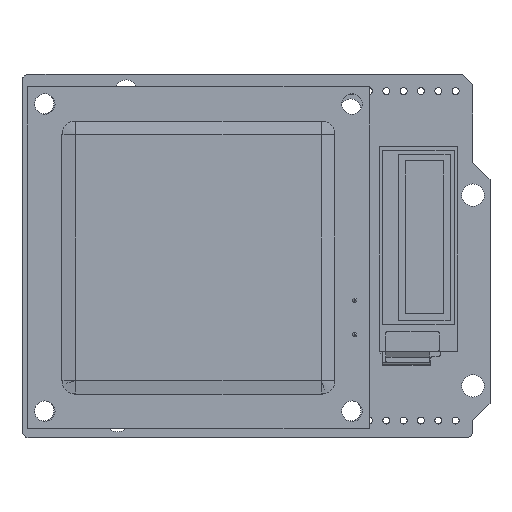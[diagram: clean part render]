
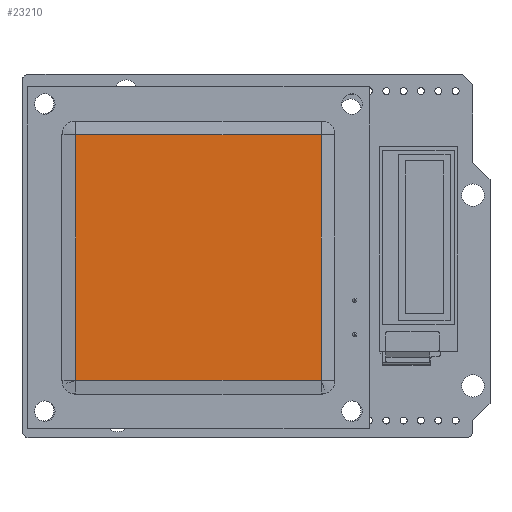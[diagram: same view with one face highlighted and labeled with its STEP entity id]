
A CAD part, top view. The second image highlights one B-rep face of the part: STEP entity #23210.
In plain terms, the highlighted face is planar.
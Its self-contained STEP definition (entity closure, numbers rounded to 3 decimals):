
#22892 = VERTEX_POINT('',#22893);
#22893 = CARTESIAN_POINT('',(-18.,5.05,-18.));
#22899 = EDGE_CURVE('',#22892,#22900,#22902,.T.);
#22900 = VERTEX_POINT('',#22901);
#22901 = CARTESIAN_POINT('',(18.,5.05,-18.));
#22902 = LINE('',#22903,#22904);
#22903 = CARTESIAN_POINT('',(10.,5.05,-18.));
#22904 = VECTOR('',#22905,1.);
#22905 = DIRECTION('',(1.,0.,0.));
#22937 = EDGE_CURVE('',#22900,#22938,#22940,.T.);
#22938 = VERTEX_POINT('',#22939);
#22939 = CARTESIAN_POINT('',(18.,5.05,18.));
#22940 = LINE('',#22941,#22942);
#22941 = CARTESIAN_POINT('',(18.,5.05,10.));
#22942 = VECTOR('',#22943,1.);
#22943 = DIRECTION('',(0.,0.,1.));
#22975 = EDGE_CURVE('',#22938,#22976,#22978,.T.);
#22976 = VERTEX_POINT('',#22977);
#22977 = CARTESIAN_POINT('',(-18.,5.05,18.));
#22978 = LINE('',#22979,#22980);
#22979 = CARTESIAN_POINT('',(-10.,5.05,18.));
#22980 = VECTOR('',#22981,1.);
#22981 = DIRECTION('',(-1.,0.,0.));
#23047 = EDGE_CURVE('',#22976,#22892,#23048,.T.);
#23048 = LINE('',#23049,#23050);
#23049 = CARTESIAN_POINT('',(-18.,5.05,-10.));
#23050 = VECTOR('',#23051,1.);
#23051 = DIRECTION('',(0.,0.,-1.));
#23210 = ADVANCED_FACE('',(#23211),#23217,.T.);
#23211 = FACE_BOUND('',#23212,.T.);
#23212 = EDGE_LOOP('',(#23213,#23214,#23215,#23216));
#23213 = ORIENTED_EDGE('',*,*,#22899,.F.);
#23214 = ORIENTED_EDGE('',*,*,#23047,.F.);
#23215 = ORIENTED_EDGE('',*,*,#22975,.F.);
#23216 = ORIENTED_EDGE('',*,*,#22937,.F.);
#23217 = PLANE('',#23218);
#23218 = AXIS2_PLACEMENT_3D('',#23219,#23220,#23221);
#23219 = CARTESIAN_POINT('',(0.,5.05,0.));
#23220 = DIRECTION('',(0.,1.,0.));
#23221 = DIRECTION('',(0.,-0.,1.));
